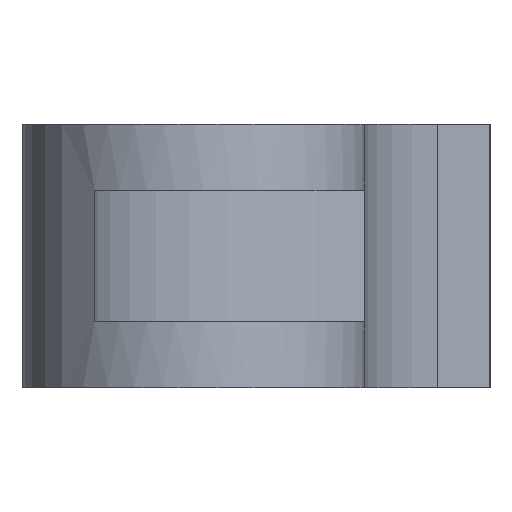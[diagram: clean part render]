
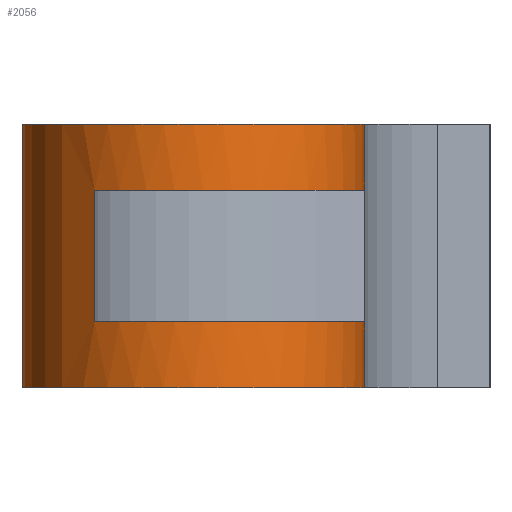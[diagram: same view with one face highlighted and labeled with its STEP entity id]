
A CAD part, front view. The second image highlights one B-rep face of the part: STEP entity #2056.
In plain terms, the highlighted cylindrical face has radius 6.5 mm (diameter 13 mm), a partial arc.
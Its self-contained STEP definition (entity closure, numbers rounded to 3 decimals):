
#134 = CIRCLE ( 'NONE', #1406, 6.5 ) ;
#206 = EDGE_CURVE ( 'NONE', #834, #1824, #636, .T. ) ;
#315 = DIRECTION ( 'NONE',  ( 0., 0., -1. ) ) ;
#342 = VECTOR ( 'NONE', #571, 1000. ) ;
#383 = CARTESIAN_POINT ( 'NONE',  ( -15., -5.309, -2.5 ) ) ;
#406 = DIRECTION ( 'NONE',  ( 0., 0., -1. ) ) ;
#496 = LINE ( 'NONE', #1205, #854 ) ;
#515 = EDGE_CURVE ( 'NONE', #1336, #860, #1048, .T. ) ;
#521 = CARTESIAN_POINT ( 'NONE',  ( -11.25, 0., -2.5 ) ) ;
#553 = CYLINDRICAL_SURFACE ( 'NONE', #685, 6.5 ) ;
#571 = DIRECTION ( 'NONE',  ( 0., 0., 1. ) ) ;
#636 = LINE ( 'NONE', #997, #342 ) ;
#661 = EDGE_CURVE ( 'NONE', #750, #834, #2467, .T. ) ;
#685 = AXIS2_PLACEMENT_3D ( 'NONE', #1138, #1997, #1377 ) ;
#736 = VECTOR ( 'NONE', #845, 1000. ) ;
#750 = VERTEX_POINT ( 'NONE', #2017 ) ;
#794 = VERTEX_POINT ( 'NONE', #1178 ) ;
#834 = VERTEX_POINT ( 'NONE', #383 ) ;
#845 = DIRECTION ( 'NONE',  ( 0., 0., -1. ) ) ;
#854 = VECTOR ( 'NONE', #406, 1000. ) ;
#860 = VERTEX_POINT ( 'NONE', #1249 ) ;
#865 = CARTESIAN_POINT ( 'NONE',  ( -4.75, 0., 5. ) ) ;
#897 = ORIENTED_EDGE ( 'NONE', *, *, #661, .T. ) ;
#904 = EDGE_CURVE ( 'NONE', #750, #860, #2594, .T. ) ;
#929 = EDGE_LOOP ( 'NONE', ( #2247, #897, #2232, #1119, #990, #2046, #1918, #1233 ) ) ;
#941 = CARTESIAN_POINT ( 'NONE',  ( -4.75, 0., 5. ) ) ;
#946 = DIRECTION ( 'NONE',  ( 0., 0., 1. ) ) ;
#990 = ORIENTED_EDGE ( 'NONE', *, *, #2085, .F. ) ;
#997 = CARTESIAN_POINT ( 'NONE',  ( -15., -5.309, 5. ) ) ;
#1048 = CIRCLE ( 'NONE', #2637, 6.5 ) ;
#1110 = EDGE_CURVE ( 'NONE', #794, #1824, #134, .T. ) ;
#1118 = DIRECTION ( 'NONE',  ( -1., 0., 0. ) ) ;
#1119 = ORIENTED_EDGE ( 'NONE', *, *, #1110, .F. ) ;
#1121 = CIRCLE ( 'NONE', #1988, 6.5 ) ;
#1138 = CARTESIAN_POINT ( 'NONE',  ( -11.25, 0., 5. ) ) ;
#1178 = CARTESIAN_POINT ( 'NONE',  ( -4.75, 0., 2.5 ) ) ;
#1180 = EDGE_CURVE ( 'NONE', #2292, #1636, #1121, .T. ) ;
#1192 = CARTESIAN_POINT ( 'NONE',  ( -4.75, 0., 5. ) ) ;
#1205 = CARTESIAN_POINT ( 'NONE',  ( -17.75, 0., 5. ) ) ;
#1233 = ORIENTED_EDGE ( 'NONE', *, *, #515, .T. ) ;
#1249 = CARTESIAN_POINT ( 'NONE',  ( -4.75, 0., -5. ) ) ;
#1336 = VERTEX_POINT ( 'NONE', #1695 ) ;
#1377 = DIRECTION ( 'NONE',  ( -1., 0., 0. ) ) ;
#1391 = DIRECTION ( 'NONE',  ( 1., 0., 0. ) ) ;
#1397 = VECTOR ( 'NONE', #1459, 1000. ) ;
#1406 = AXIS2_PLACEMENT_3D ( 'NONE', #2617, #315, #2222 ) ;
#1459 = DIRECTION ( 'NONE',  ( 0., 0., -1. ) ) ;
#1601 = AXIS2_PLACEMENT_3D ( 'NONE', #521, #1757, #1118 ) ;
#1636 = VERTEX_POINT ( 'NONE', #941 ) ;
#1695 = CARTESIAN_POINT ( 'NONE',  ( -17.75, 0., -5. ) ) ;
#1701 = CARTESIAN_POINT ( 'NONE',  ( -15., -5.309, 2.5 ) ) ;
#1733 = DIRECTION ( 'NONE',  ( 1., 0., 0. ) ) ;
#1740 = FACE_OUTER_BOUND ( 'NONE', #929, .T. ) ;
#1757 = DIRECTION ( 'NONE',  ( 0., 0., -1. ) ) ;
#1824 = VERTEX_POINT ( 'NONE', #1701 ) ;
#1918 = ORIENTED_EDGE ( 'NONE', *, *, #2155, .T. ) ;
#1943 = CARTESIAN_POINT ( 'NONE',  ( -11.25, 0., -5. ) ) ;
#1988 = AXIS2_PLACEMENT_3D ( 'NONE', #2643, #946, #1391 ) ;
#1997 = DIRECTION ( 'NONE',  ( 0., 0., -1. ) ) ;
#2017 = CARTESIAN_POINT ( 'NONE',  ( -4.75, 0., -2.5 ) ) ;
#2046 = ORIENTED_EDGE ( 'NONE', *, *, #1180, .F. ) ;
#2056 = ADVANCED_FACE ( 'NONE', ( #1740 ), #553, .T. ) ;
#2085 = EDGE_CURVE ( 'NONE', #1636, #794, #2706, .T. ) ;
#2142 = DIRECTION ( 'NONE',  ( 0., 0., 1. ) ) ;
#2155 = EDGE_CURVE ( 'NONE', #2292, #1336, #496, .T. ) ;
#2222 = DIRECTION ( 'NONE',  ( -1., 0., 0. ) ) ;
#2232 = ORIENTED_EDGE ( 'NONE', *, *, #206, .T. ) ;
#2247 = ORIENTED_EDGE ( 'NONE', *, *, #904, .F. ) ;
#2292 = VERTEX_POINT ( 'NONE', #2715 ) ;
#2467 = CIRCLE ( 'NONE', #1601, 6.5 ) ;
#2594 = LINE ( 'NONE', #865, #736 ) ;
#2617 = CARTESIAN_POINT ( 'NONE',  ( -11.25, 0., 2.5 ) ) ;
#2637 = AXIS2_PLACEMENT_3D ( 'NONE', #1943, #2142, #1733 ) ;
#2643 = CARTESIAN_POINT ( 'NONE',  ( -11.25, 0., 5. ) ) ;
#2706 = LINE ( 'NONE', #1192, #1397 ) ;
#2715 = CARTESIAN_POINT ( 'NONE',  ( -17.75, 0., 5. ) ) ;
